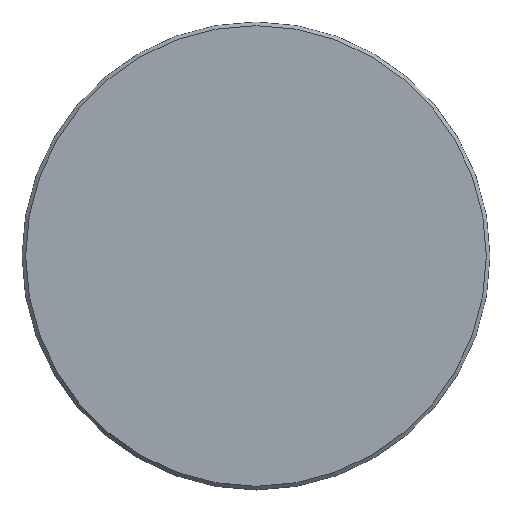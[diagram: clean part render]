
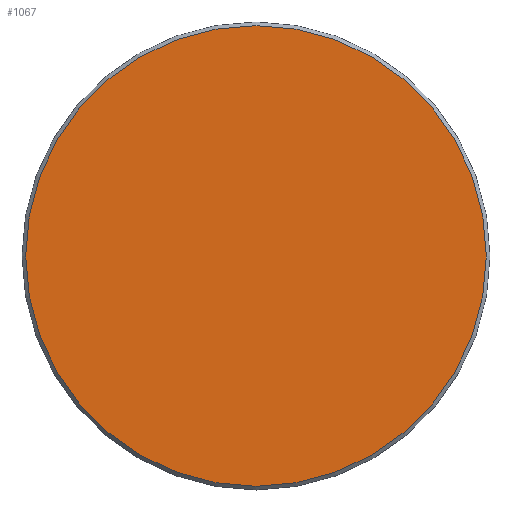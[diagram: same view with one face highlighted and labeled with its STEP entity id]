
A CAD part, top view. The second image highlights one B-rep face of the part: STEP entity #1067.
In plain terms, the highlighted planar face has unit normal (0, 0, 1).
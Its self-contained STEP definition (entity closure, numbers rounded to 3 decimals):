
#16=PLANE('',#1145);
#78=FACE_OUTER_BOUND('',#139,.T.);
#139=EDGE_LOOP('',(#726));
#315=CIRCLE('',#1141,63.);
#430=VERTEX_POINT('',#1730);
#545=EDGE_CURVE('',#430,#430,#315,.T.);
#726=ORIENTED_EDGE('',*,*,#545,.F.);
#1067=ADVANCED_FACE('',(#78),#16,.T.);
#1141=AXIS2_PLACEMENT_3D('',#1731,#1320,#1321);
#1145=AXIS2_PLACEMENT_3D('',#1739,#1330,#1331);
#1320=DIRECTION('center_axis',(0.,0.,-1.));
#1321=DIRECTION('ref_axis',(1.,0.,0.));
#1330=DIRECTION('center_axis',(0.,0.,1.));
#1331=DIRECTION('ref_axis',(1.,0.,0.));
#1730=CARTESIAN_POINT('',(-42.,-22.413,10.));
#1731=CARTESIAN_POINT('Origin',(21.,-22.413,10.));
#1739=CARTESIAN_POINT('Origin',(21.,-22.413,10.));
